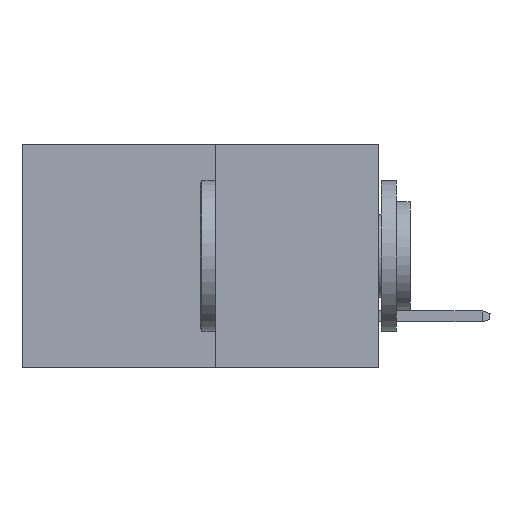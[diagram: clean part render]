
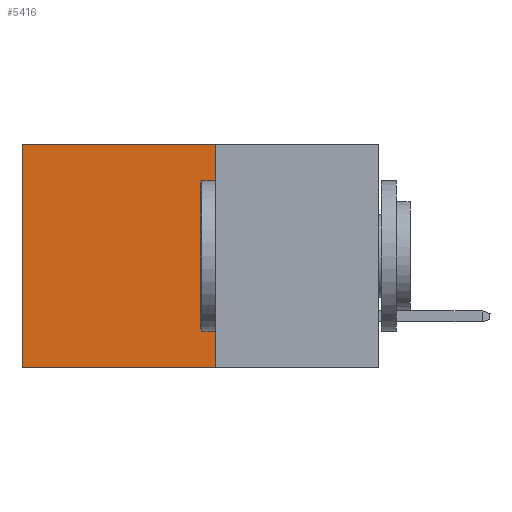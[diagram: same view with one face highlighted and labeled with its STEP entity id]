
A CAD part, left-side view. The second image highlights one B-rep face of the part: STEP entity #5416.
In plain terms, the highlighted planar face has unit normal (-1, 0, 0).
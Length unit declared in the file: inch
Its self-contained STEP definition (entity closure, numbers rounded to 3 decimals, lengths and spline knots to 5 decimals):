
#75 = LINE ( 'NONE', #950, #8615 ) ;
#458 = FACE_OUTER_BOUND ( 'NONE', #546, .T. ) ;
#546 = EDGE_LOOP ( 'NONE', ( #6671, #3450, #6308, #7063 ) ) ;
#761 = DIRECTION ( 'NONE',  ( 0., 1., 0. ) ) ;
#950 = CARTESIAN_POINT ( 'NONE',  ( 0.277, 0.27, 0. ) ) ;
#960 = CARTESIAN_POINT ( 'NONE',  ( 0.277, 0.59, -0.37 ) ) ;
#2079 = VECTOR ( 'NONE', #8770, 39.37008 ) ;
#2107 = VERTEX_POINT ( 'NONE', #7921 ) ;
#2151 = VERTEX_POINT ( 'NONE', #7985 ) ;
#3450 = ORIENTED_EDGE ( 'NONE', *, *, #4121, .F. ) ;
#4087 = EDGE_CURVE ( 'NONE', #5110, #2107, #75, .T. ) ;
#4121 = EDGE_CURVE ( 'NONE', #2151, #7878, #6268, .T. ) ;
#5110 = VERTEX_POINT ( 'NONE', #9561 ) ;
#5161 = VECTOR ( 'NONE', #8489, 39.37008 ) ;
#5186 = EDGE_CURVE ( 'NONE', #5110, #2151, #9079, .T. ) ;
#5416 = ADVANCED_FACE ( 'NONE', ( #458 ), #6316, .F. ) ;
#6252 = DIRECTION ( 'NONE',  ( 0., 0., -1. ) ) ;
#6268 = LINE ( 'NONE', #10008, #2079 ) ;
#6308 = ORIENTED_EDGE ( 'NONE', *, *, #5186, .F. ) ;
#6316 = PLANE ( 'NONE',  #6568 ) ;
#6326 = VECTOR ( 'NONE', #7899, 39.37008 ) ;
#6347 = CARTESIAN_POINT ( 'NONE',  ( 0.277, 0.27, -0.37 ) ) ;
#6466 = DIRECTION ( 'NONE',  ( 1., 0., 0. ) ) ;
#6568 = AXIS2_PLACEMENT_3D ( 'NONE', #6347, #6466, #6252 ) ;
#6671 = ORIENTED_EDGE ( 'NONE', *, *, #6869, .T. ) ;
#6869 = EDGE_CURVE ( 'NONE', #2107, #7878, #8426, .T. ) ;
#7063 = ORIENTED_EDGE ( 'NONE', *, *, #4087, .T. ) ;
#7878 = VERTEX_POINT ( 'NONE', #960 ) ;
#7879 = CARTESIAN_POINT ( 'NONE',  ( 0.277, 0.59, -0.37 ) ) ;
#7899 = DIRECTION ( 'NONE',  ( 0., 0., -1. ) ) ;
#7921 = CARTESIAN_POINT ( 'NONE',  ( 0.277, 0.59, 0. ) ) ;
#7985 = CARTESIAN_POINT ( 'NONE',  ( 0.277, 0.27, -0.37 ) ) ;
#8426 = LINE ( 'NONE', #7879, #6326 ) ;
#8489 = DIRECTION ( 'NONE',  ( 0., 0., -1. ) ) ;
#8615 = VECTOR ( 'NONE', #761, 39.37008 ) ;
#8757 = CARTESIAN_POINT ( 'NONE',  ( 0.277, 0.27, -0.37 ) ) ;
#8770 = DIRECTION ( 'NONE',  ( 0., 1., 0. ) ) ;
#9079 = LINE ( 'NONE', #8757, #5161 ) ;
#9561 = CARTESIAN_POINT ( 'NONE',  ( 0.277, 0.27, 0. ) ) ;
#10008 = CARTESIAN_POINT ( 'NONE',  ( 0.277, 0.27, -0.37 ) ) ;
